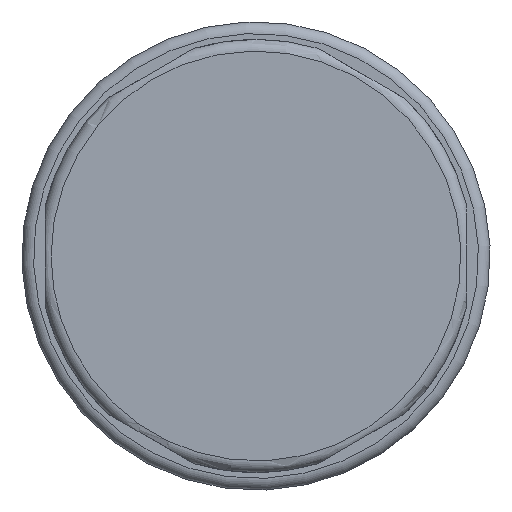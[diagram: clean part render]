
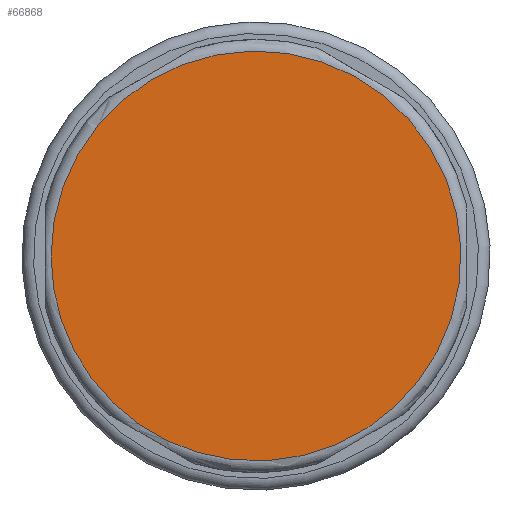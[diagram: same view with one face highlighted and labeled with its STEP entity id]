
A CAD part, left-side view. The second image highlights one B-rep face of the part: STEP entity #66868.
In plain terms, the highlighted planar face has unit normal (-1, 0, 0).
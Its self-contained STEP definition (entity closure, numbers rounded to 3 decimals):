
#66552=CARTESIAN_POINT('',(0.0,17.5,0.0));
#66553=VERTEX_POINT('',#66552);
#66554=CARTESIAN_POINT('',(0.0,0.0,0.0));
#66555=DIRECTION('',(1.0,0.0,0.0));
#66556=DIRECTION('',(0.0,-1.0,0.0));
#66557=AXIS2_PLACEMENT_3D('',#66554,#66555,#66556);
#66558=CIRCLE('',#66557,17.5);
#66559=EDGE_CURVE('',#66553,#66553,#66558,.T.);
#66860=CARTESIAN_POINT('',(0.0,14.513,0.0));
#66861=DIRECTION('',(-1.0,0.0,0.0));
#66862=DIRECTION('',(0.0,0.0,1.0));
#66863=AXIS2_PLACEMENT_3D('',#66860,#66861,#66862);
#66864=PLANE('',#66863);
#66865=ORIENTED_EDGE('',*,*,#66559,.F.);
#66866=EDGE_LOOP('',(#66865));
#66867=FACE_OUTER_BOUND('',#66866,.T.);
#66868=ADVANCED_FACE('',(#66867),#66864,.T.);
